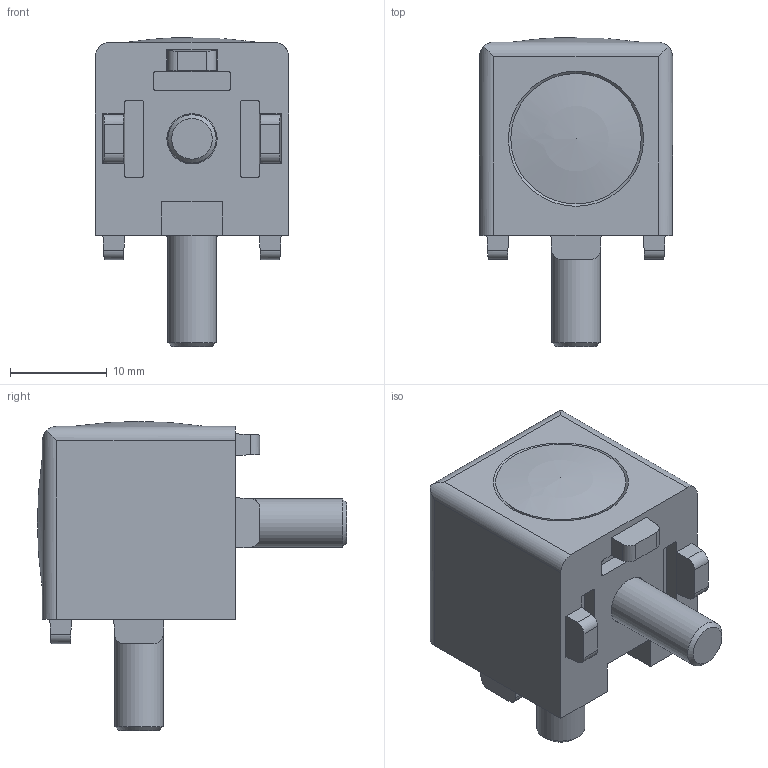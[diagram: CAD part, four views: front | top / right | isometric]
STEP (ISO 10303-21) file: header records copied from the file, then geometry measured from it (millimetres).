
FILE_DESCRIPTION(/* description */ ('STEP AP214'),/* implementation_level */ '2;1');
FILE_NAME(/* name */ '1025226.stp',/* time_stamp */ '2024-05-07T11:22:53+02:00',/* author */ ('b.steehouwer'),/* organization */ ('CADENAS'),/* preprocessor_version */ 'ST-DEVELOPER v18.1',/* originating_system */ 'Autodesk Inventor 2021',/* authorisation */ ' ');
FILE_SCHEMA (('AUTOMOTIVE_DESIGN { 1 0 10303 214 3 1 1 }'));
Length unit declared in the file: millimetre
Products named in the file (6): 1025226; 1025226-1; 1025226-2; 1025226-3; 1025226-4; 1025226-5
Assembly tree (5 placements, depth 2):
  1025226
    1025226-1
    1025226-2
    1025226-3
    1025226-4
    1025226-5
Bounding box: 20 x 32 x 32 mm (x, y, z)
Volume: 6134 mm3; surface area: 5271.2 mm2
Topology: 5 solids, 5 shells, 201 faces, 513 edges, 334 vertices
Faces by surface type: plane 116, cylinder 65, cone 10, torus 6, sphere 4
Full cylindrical faces by diameter (mm): 5 x2, 5.2 x2, 9.5 x2, 11 x2, 12 x4
Entity records: 6347 total; most frequent: DIRECTION 1127, CARTESIAN_POINT 1055, ORIENTED_EDGE 1018, EDGE_CURVE 509, AXIS2_PLACEMENT_3D 406, VERTEX_POINT 334, LINE 315, VECTOR 315
